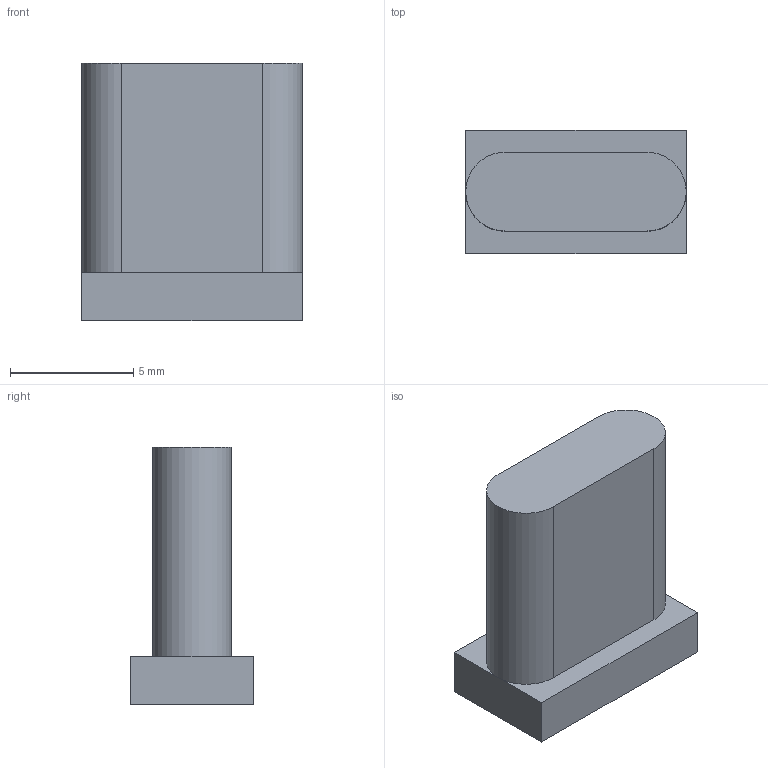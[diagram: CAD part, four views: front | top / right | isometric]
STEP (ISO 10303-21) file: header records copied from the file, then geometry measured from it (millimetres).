
FILE_DESCRIPTION(/* description */ (''),/* implementation_level */ '2;1');
FILE_NAME(/* name */ '918-418K2022Y40003 v2.step',/* time_stamp */ '2023-12-08T11:34:08Z',/* author */ (''),/* organization */ (''),/* preprocessor_version */ 'ST-DEVELOPER v20',/* originating_system */ 'Autodesk Translation Framework v12.14.0.127',/* authorisation */ '');
FILE_SCHEMA (('AUTOMOTIVE_DESIGN { 1 0 10303 214 3 1 1 }'));
Length unit declared in the file: millimetre
Products named in the file (1): 918-418K2022Y40003
Bounding box: 8.95 x 5 x 10.45 mm (x, y, z)
Volume: 312 mm3; surface area: 327.1 mm2
Topology: 1 solids, 1 shells, 12 faces, 28 edges, 18 vertices
Faces by surface type: plane 10, cylinder 2
Entity records: 396 total; most frequent: DIRECTION 60, CARTESIAN_POINT 59, ORIENTED_EDGE 56, EDGE_CURVE 28, LINE 22, VECTOR 22, AXIS2_PLACEMENT_3D 19, VERTEX_POINT 18
